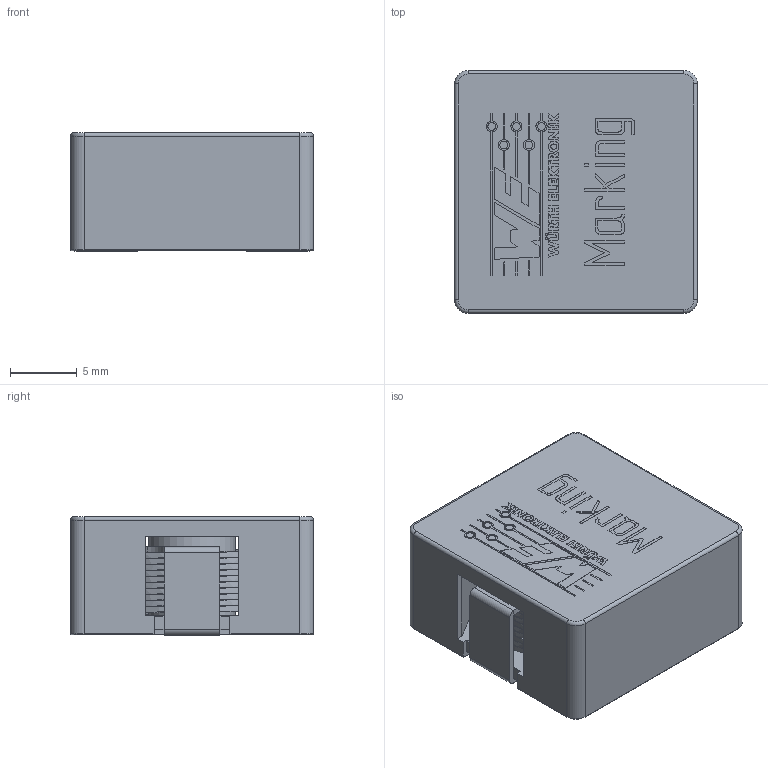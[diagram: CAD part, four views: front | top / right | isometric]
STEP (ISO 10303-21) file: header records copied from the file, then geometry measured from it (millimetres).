
FILE_DESCRIPTION(/* description */ ('Unknown'),/* implementation_level */ '2;1');
FILE_NAME(/* name */ 'L_Wurth_WE-HCI_1890',/* time_stamp */ '2022-03-08T10:16:09+08:00',/* author */ ('Unknown'),/* organization */ ('Unknown'),/* preprocessor_version */ 'ST-DEVELOPER v16.7',/* originating_system */ 'Solid Edge',/* authorisation */ 'Unknown');
FILE_SCHEMA (('AUTOMOTIVE_DESIGN {1 0 10303 214 3 1 1}'));
Length unit declared in the file: millimetre
Products named in the file (2): L_Wurth_WE-HCI_1890_7443556
Assembly tree (1 placements, depth 2):
  L_Wurth_WE-HCI_1890_7443556
    L_Wurth_WE-HCI_1890_7443556
Bounding box: 18.3 x 18.2 x 8.9 mm (x, y, z)
Volume: 2447.5 mm3; surface area: 5289.4 mm2
Topology: 1 solids, 1 shells, 573 faces, 1566 edges, 1032 vertices
Faces by surface type: plane 462, cylinder 72, bspline 31, torus 8
Full cylindrical faces by diameter (mm): 0.192 x2, 0.591 x5, 6.5 x1
Entity records: 23566 total; most frequent: CARTESIAN_POINT 5169, ORIENTED_EDGE 3116, DIRECTION 2691, EDGE_CURVE 1558, LINE 1295, VECTOR 1295, VERTEX_POINT 1032, AXIS2_PLACEMENT_3D 698
